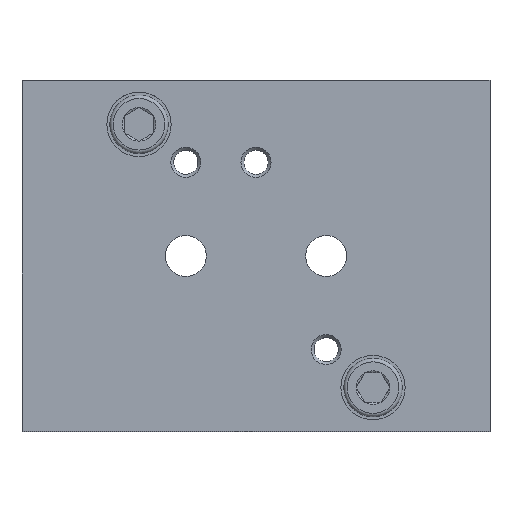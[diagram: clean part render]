
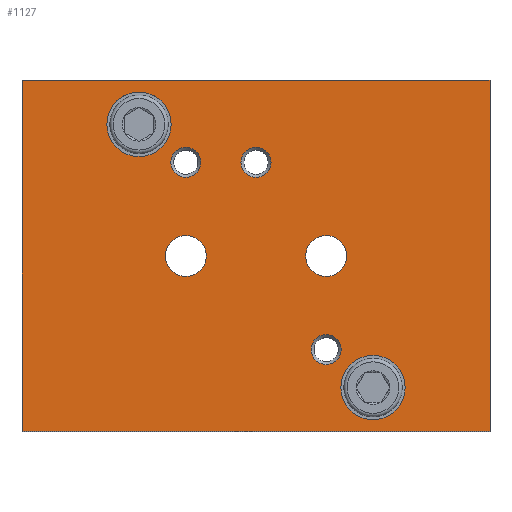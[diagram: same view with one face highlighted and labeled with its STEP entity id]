
A CAD part, top view. The second image highlights one B-rep face of the part: STEP entity #1127.
In plain terms, the highlighted face is planar.
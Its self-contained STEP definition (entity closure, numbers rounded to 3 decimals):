
#82=LINE('',#1550,#118);
#83=LINE('',#1553,#119);
#84=LINE('',#1555,#120);
#85=LINE('',#1557,#121);
#118=VECTOR('',#1308,1000.);
#119=VECTOR('',#1309,1000.);
#120=VECTOR('',#1310,1000.);
#121=VECTOR('',#1311,1000.);
#154=ORIENTED_EDGE('',*,*,#328,.T.);
#155=ORIENTED_EDGE('',*,*,#329,.T.);
#156=ORIENTED_EDGE('',*,*,#330,.T.);
#157=ORIENTED_EDGE('',*,*,#331,.F.);
#158=ORIENTED_EDGE('',*,*,#332,.F.);
#159=ORIENTED_EDGE('',*,*,#333,.F.);
#160=ORIENTED_EDGE('',*,*,#334,.F.);
#161=ORIENTED_EDGE('',*,*,#335,.T.);
#162=ORIENTED_EDGE('',*,*,#336,.T.);
#163=ORIENTED_EDGE('',*,*,#337,.T.);
#164=ORIENTED_EDGE('',*,*,#338,.T.);
#328=EDGE_CURVE('',#415,#415,#487,.T.);
#329=EDGE_CURVE('',#416,#416,#488,.T.);
#330=EDGE_CURVE('',#417,#417,#489,.T.);
#331=EDGE_CURVE('',#418,#419,#82,.T.);
#332=EDGE_CURVE('',#420,#418,#83,.T.);
#333=EDGE_CURVE('',#421,#420,#84,.T.);
#334=EDGE_CURVE('',#419,#421,#85,.T.);
#335=EDGE_CURVE('',#422,#422,#490,.T.);
#336=EDGE_CURVE('',#423,#423,#491,.T.);
#337=EDGE_CURVE('',#424,#424,#492,.T.);
#338=EDGE_CURVE('',#425,#425,#493,.T.);
#415=VERTEX_POINT('',#1545);
#416=VERTEX_POINT('',#1547);
#417=VERTEX_POINT('',#1549);
#418=VERTEX_POINT('',#1551);
#419=VERTEX_POINT('',#1552);
#420=VERTEX_POINT('',#1554);
#421=VERTEX_POINT('',#1556);
#422=VERTEX_POINT('',#1559);
#423=VERTEX_POINT('',#1561);
#424=VERTEX_POINT('',#1563);
#425=VERTEX_POINT('',#1565);
#487=CIRCLE('',#1196,2.567);
#488=CIRCLE('',#1197,2.567);
#489=CIRCLE('',#1198,2.567);
#490=CIRCLE('',#1199,5.5);
#491=CIRCLE('',#1200,5.5);
#492=CIRCLE('',#1201,3.5);
#493=CIRCLE('',#1202,3.5);
#532=EDGE_LOOP('',(#154));
#533=EDGE_LOOP('',(#155));
#534=EDGE_LOOP('',(#156));
#535=EDGE_LOOP('',(#157,#158,#159,#160));
#536=EDGE_LOOP('',(#161));
#537=EDGE_LOOP('',(#162));
#538=EDGE_LOOP('',(#163));
#539=EDGE_LOOP('',(#164));
#630=FACE_BOUND('',#532,.T.);
#631=FACE_BOUND('',#533,.T.);
#632=FACE_BOUND('',#534,.T.);
#633=FACE_BOUND('',#535,.T.);
#634=FACE_BOUND('',#536,.T.);
#635=FACE_BOUND('',#537,.T.);
#636=FACE_BOUND('',#538,.T.);
#637=FACE_BOUND('',#539,.T.);
#729=PLANE('',#1195);
#1127=ADVANCED_FACE('',(#630,#631,#632,#633,#634,#635,#636,#637),#729,.F.);
#1195=AXIS2_PLACEMENT_3D('',#1543,#1300,#1301);
#1196=AXIS2_PLACEMENT_3D('',#1544,#1302,#1303);
#1197=AXIS2_PLACEMENT_3D('',#1546,#1304,#1305);
#1198=AXIS2_PLACEMENT_3D('',#1548,#1306,#1307);
#1199=AXIS2_PLACEMENT_3D('',#1558,#1312,#1313);
#1200=AXIS2_PLACEMENT_3D('',#1560,#1314,#1315);
#1201=AXIS2_PLACEMENT_3D('',#1562,#1316,#1317);
#1202=AXIS2_PLACEMENT_3D('',#1564,#1318,#1319);
#1300=DIRECTION('',(0.,0.,1.));
#1301=DIRECTION('',(1.,0.,0.));
#1302=DIRECTION('',(0.,0.,1.));
#1303=DIRECTION('',(1.,0.,0.));
#1304=DIRECTION('',(0.,0.,1.));
#1305=DIRECTION('',(1.,0.,0.));
#1306=DIRECTION('',(0.,0.,1.));
#1307=DIRECTION('',(1.,0.,0.));
#1308=DIRECTION('',(0.,-1.,0.));
#1309=DIRECTION('',(-1.,0.,0.));
#1310=DIRECTION('',(0.,1.,0.));
#1311=DIRECTION('',(1.,0.,0.));
#1312=DIRECTION('',(0.,0.,1.));
#1313=DIRECTION('',(1.,0.,0.));
#1314=DIRECTION('',(0.,0.,1.));
#1315=DIRECTION('',(1.,0.,0.));
#1316=DIRECTION('',(0.,0.,1.));
#1317=DIRECTION('',(1.,0.,0.));
#1318=DIRECTION('',(0.,0.,1.));
#1319=DIRECTION('',(1.,0.,0.));
#1543=CARTESIAN_POINT('',(-17.,-42.,0.));
#1544=CARTESIAN_POINT('',(35.,4.,0.));
#1545=CARTESIAN_POINT('',(37.567,4.,0.));
#1546=CARTESIAN_POINT('',(23.,4.,0.));
#1547=CARTESIAN_POINT('',(25.567,4.,0.));
#1548=CARTESIAN_POINT('',(11.,-28.,0.));
#1549=CARTESIAN_POINT('',(13.567,-28.,0.));
#1550=CARTESIAN_POINT('',(-17.,18.,0.));
#1551=CARTESIAN_POINT('',(-17.,18.,0.));
#1552=CARTESIAN_POINT('',(-17.,-42.,0.));
#1553=CARTESIAN_POINT('',(63.,18.,0.));
#1554=CARTESIAN_POINT('',(63.,18.,0.));
#1555=CARTESIAN_POINT('',(63.,-42.,0.));
#1556=CARTESIAN_POINT('',(63.,-42.,0.));
#1557=CARTESIAN_POINT('',(-17.,-42.,0.));
#1558=CARTESIAN_POINT('',(3.,-34.5,0.));
#1559=CARTESIAN_POINT('',(8.5,-34.5,0.));
#1560=CARTESIAN_POINT('',(43.,10.5,0.));
#1561=CARTESIAN_POINT('',(48.5,10.5,0.));
#1562=CARTESIAN_POINT('',(35.,-12.,0.));
#1563=CARTESIAN_POINT('',(38.5,-12.,0.));
#1564=CARTESIAN_POINT('',(11.,-12.,0.));
#1565=CARTESIAN_POINT('',(14.5,-12.,0.));
